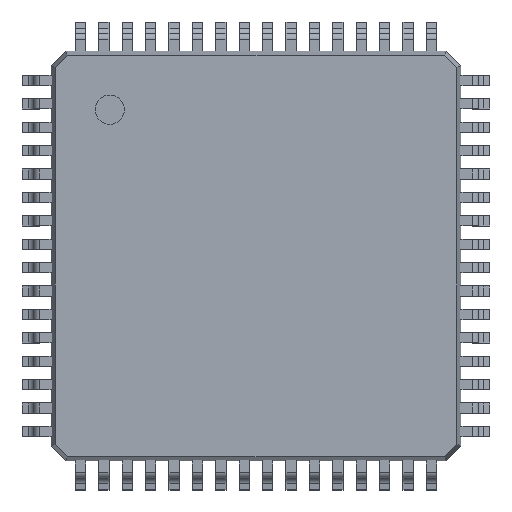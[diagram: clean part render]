
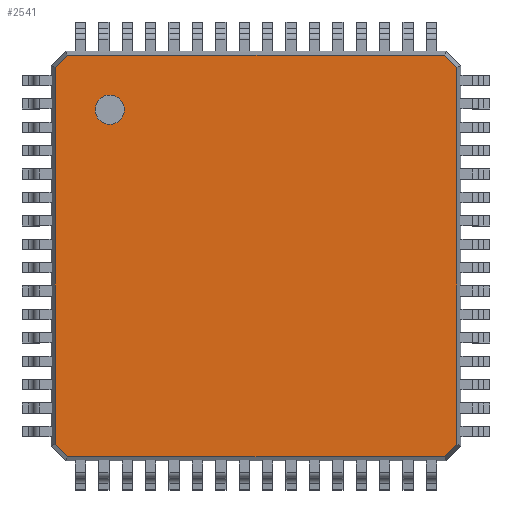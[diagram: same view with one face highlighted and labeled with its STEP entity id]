
A CAD part, top view. The second image highlights one B-rep face of the part: STEP entity #2541.
In plain terms, the highlighted planar face has unit normal (0, 0, 1).
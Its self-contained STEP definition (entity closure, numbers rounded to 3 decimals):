
#30 = VERTEX_POINT ( 'NONE', #2181 ) ;
#47 = CARTESIAN_POINT ( 'NONE',  ( -6.905, -6.405, 0.5 ) ) ;
#65 = VERTEX_POINT ( 'NONE', #1940 ) ;
#129 = DIRECTION ( 'NONE',  ( -1., 0., 0. ) ) ;
#208 = CARTESIAN_POINT ( 'NONE',  ( -6.445, 6.866, 0.5 ) ) ;
#249 = EDGE_CURVE ( 'NONE', #1003, #2252, #1761, .T. ) ;
#285 = EDGE_CURVE ( 'NONE', #2252, #1003, #872, .T. ) ;
#349 = CARTESIAN_POINT ( 'NONE',  ( -4.5, 5., 0.5 ) ) ;
#367 = ORIENTED_EDGE ( 'NONE', *, *, #2453, .F. ) ;
#391 = VECTOR ( 'NONE', #1524, 1000. ) ;
#403 = CARTESIAN_POINT ( 'NONE',  ( 6.866, 6.445, 0.5 ) ) ;
#502 = DIRECTION ( 'NONE',  ( -0.707, 0.707, 0. ) ) ;
#517 = VERTEX_POINT ( 'NONE', #1536 ) ;
#523 = VERTEX_POINT ( 'NONE', #208 ) ;
#564 = LINE ( 'NONE', #1112, #391 ) ;
#649 = CARTESIAN_POINT ( 'NONE',  ( -5., 5., 0.5 ) ) ;
#679 = VECTOR ( 'NONE', #129, 1000. ) ;
#740 = DIRECTION ( 'NONE',  ( 0., 0., -1. ) ) ;
#772 = VECTOR ( 'NONE', #502, 1000. ) ;
#828 = CARTESIAN_POINT ( 'NONE',  ( 6.405, -6.905, 0.5 ) ) ;
#854 = DIRECTION ( 'NONE',  ( -0.707, -0.707, 0. ) ) ;
#863 = DIRECTION ( 'NONE',  ( 0.707, 0.707, 0. ) ) ;
#872 = CIRCLE ( 'NONE', #1967, 0.5 ) ;
#911 = EDGE_CURVE ( 'NONE', #1794, #65, #2225, .T. ) ;
#922 = CARTESIAN_POINT ( 'NONE',  ( -5.5, 5., 0.5 ) ) ;
#1003 = VERTEX_POINT ( 'NONE', #922 ) ;
#1014 = ORIENTED_EDGE ( 'NONE', *, *, #2426, .F. ) ;
#1057 = CARTESIAN_POINT ( 'NONE',  ( -6.405, 6.905, 0.5 ) ) ;
#1080 = VECTOR ( 'NONE', #2693, 1000. ) ;
#1112 = CARTESIAN_POINT ( 'NONE',  ( -6.866, 6.5, 0.5 ) ) ;
#1136 = EDGE_CURVE ( 'NONE', #30, #1686, #2711, .T. ) ;
#1304 = ORIENTED_EDGE ( 'NONE', *, *, #249, .T. ) ;
#1329 = DIRECTION ( 'NONE',  ( 0., 0., -1. ) ) ;
#1432 = EDGE_CURVE ( 'NONE', #523, #1686, #2017, .T. ) ;
#1458 = VERTEX_POINT ( 'NONE', #2290 ) ;
#1468 = AXIS2_PLACEMENT_3D ( 'NONE', #649, #1329, #2291 ) ;
#1516 = LINE ( 'NONE', #2900, #1080 ) ;
#1524 = DIRECTION ( 'NONE',  ( 0., 1., 0. ) ) ;
#1525 = ORIENTED_EDGE ( 'NONE', *, *, #911, .F. ) ;
#1536 = CARTESIAN_POINT ( 'NONE',  ( -6.445, -6.866, 0.5 ) ) ;
#1571 = ORIENTED_EDGE ( 'NONE', *, *, #285, .T. ) ;
#1606 = CARTESIAN_POINT ( 'NONE',  ( -6.866, 6.445, 0.5 ) ) ;
#1686 = VERTEX_POINT ( 'NONE', #2703 ) ;
#1761 = CIRCLE ( 'NONE', #1468, 0.5 ) ;
#1790 = EDGE_CURVE ( 'NONE', #1458, #2589, #564, .T. ) ;
#1794 = VERTEX_POINT ( 'NONE', #2057 ) ;
#1837 = CARTESIAN_POINT ( 'NONE',  ( 0., 0., 0.5 ) ) ;
#1851 = DIRECTION ( 'NONE',  ( 0., 0., 1. ) ) ;
#1907 = VECTOR ( 'NONE', #2520, 1000. ) ;
#1940 = CARTESIAN_POINT ( 'NONE',  ( 6.445, -6.866, 0.5 ) ) ;
#1967 = AXIS2_PLACEMENT_3D ( 'NONE', #2100, #740, #2628 ) ;
#2017 = LINE ( 'NONE', #2496, #1907 ) ;
#2037 = DIRECTION ( 'NONE',  ( -0.707, 0.707, 0. ) ) ;
#2057 = CARTESIAN_POINT ( 'NONE',  ( 6.866, -6.445, 0.5 ) ) ;
#2082 = EDGE_CURVE ( 'NONE', #517, #1458, #2807, .T. ) ;
#2100 = CARTESIAN_POINT ( 'NONE',  ( -5., 5., 0.5 ) ) ;
#2181 = CARTESIAN_POINT ( 'NONE',  ( 6.866, 6.445, 0.5 ) ) ;
#2205 = VECTOR ( 'NONE', #2037, 1000. ) ;
#2225 = LINE ( 'NONE', #828, #2585 ) ;
#2252 = VERTEX_POINT ( 'NONE', #349 ) ;
#2290 = CARTESIAN_POINT ( 'NONE',  ( -6.866, -6.445, 0.5 ) ) ;
#2291 = DIRECTION ( 'NONE',  ( 1., 0., 0. ) ) ;
#2331 = EDGE_LOOP ( 'NONE', ( #1571, #1304 ) ) ;
#2337 = PLANE ( 'NONE',  #2358 ) ;
#2358 = AXIS2_PLACEMENT_3D ( 'NONE', #1837, #1851, #2565 ) ;
#2397 = EDGE_LOOP ( 'NONE', ( #2531, #2503, #2836, #367, #2817, #2750, #1014, #1525 ) ) ;
#2426 = EDGE_CURVE ( 'NONE', #65, #517, #2480, .T. ) ;
#2453 = EDGE_CURVE ( 'NONE', #2589, #523, #2741, .T. ) ;
#2466 = FACE_OUTER_BOUND ( 'NONE', #2397, .T. ) ;
#2480 = LINE ( 'NONE', #2852, #679 ) ;
#2496 = CARTESIAN_POINT ( 'NONE',  ( 6.5, 6.866, 0.5 ) ) ;
#2503 = ORIENTED_EDGE ( 'NONE', *, *, #1136, .T. ) ;
#2520 = DIRECTION ( 'NONE',  ( 1., 0., 0. ) ) ;
#2524 = EDGE_CURVE ( 'NONE', #30, #1794, #1516, .T. ) ;
#2531 = ORIENTED_EDGE ( 'NONE', *, *, #2524, .F. ) ;
#2541 = ADVANCED_FACE ( 'NONE', ( #2466, #2778 ), #2337, .T. ) ;
#2565 = DIRECTION ( 'NONE',  ( 1., 0., 0. ) ) ;
#2585 = VECTOR ( 'NONE', #854, 1000. ) ;
#2589 = VERTEX_POINT ( 'NONE', #1606 ) ;
#2628 = DIRECTION ( 'NONE',  ( 1., 0., 0. ) ) ;
#2690 = VECTOR ( 'NONE', #863, 1000. ) ;
#2693 = DIRECTION ( 'NONE',  ( 0., -1., 0. ) ) ;
#2703 = CARTESIAN_POINT ( 'NONE',  ( 6.445, 6.866, 0.5 ) ) ;
#2711 = LINE ( 'NONE', #403, #2205 ) ;
#2741 = LINE ( 'NONE', #1057, #2690 ) ;
#2750 = ORIENTED_EDGE ( 'NONE', *, *, #2082, .F. ) ;
#2778 = FACE_BOUND ( 'NONE', #2331, .T. ) ;
#2807 = LINE ( 'NONE', #47, #772 ) ;
#2817 = ORIENTED_EDGE ( 'NONE', *, *, #1790, .F. ) ;
#2836 = ORIENTED_EDGE ( 'NONE', *, *, #1432, .F. ) ;
#2852 = CARTESIAN_POINT ( 'NONE',  ( -6.5, -6.866, 0.5 ) ) ;
#2900 = CARTESIAN_POINT ( 'NONE',  ( 6.866, -6.5, 0.5 ) ) ;
